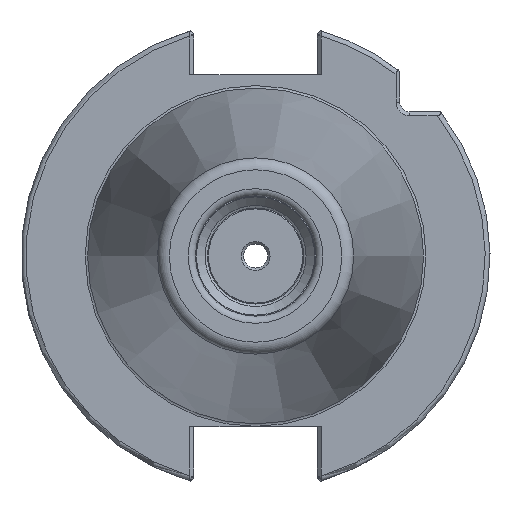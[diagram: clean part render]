
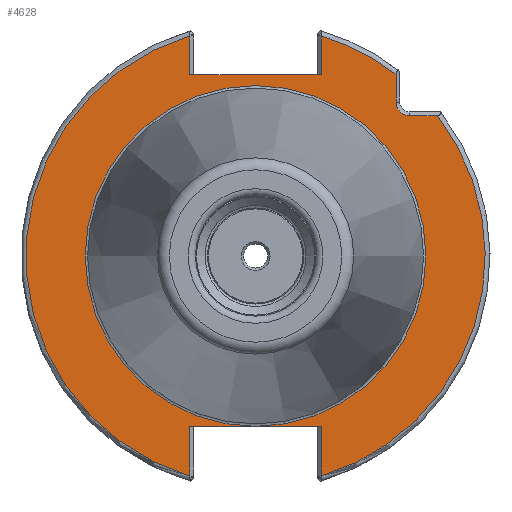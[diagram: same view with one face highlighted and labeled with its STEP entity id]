
A CAD part, left-side view. The second image highlights one B-rep face of the part: STEP entity #4628.
In plain terms, the highlighted planar face has unit normal (-1, 0, 0).
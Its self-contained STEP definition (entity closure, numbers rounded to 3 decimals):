
#418=FACE_BOUND('',#889,.T.);
#437=PLANE('',#5055);
#605=FACE_OUTER_BOUND('',#888,.T.);
#888=EDGE_LOOP('',(#3348,#3349,#3350,#3351,#3352,#3353,#3354,#3355,#3356,
#3357,#3358,#3359));
#889=EDGE_LOOP('',(#3360));
#1149=LINE('',#6948,#1429);
#1171=LINE('',#7250,#1451);
#1173=LINE('',#7329,#1453);
#1174=LINE('',#7331,#1454);
#1175=LINE('',#7335,#1455);
#1176=LINE('',#7339,#1456);
#1177=LINE('',#7342,#1457);
#1178=LINE('',#7343,#1458);
#1429=VECTOR('',#5556,10.);
#1451=VECTOR('',#5604,10.);
#1453=VECTOR('',#5626,10.);
#1454=VECTOR('',#5627,10.);
#1455=VECTOR('',#5630,10.);
#1456=VECTOR('',#5633,10.);
#1457=VECTOR('',#5636,10.);
#1458=VECTOR('',#5637,10.);
#1740=CIRCLE('',#5054,47.75);
#1741=CIRCLE('',#5056,47.75);
#1742=CIRCLE('',#5057,2.8);
#1743=CIRCLE('',#5058,47.75);
#1744=CIRCLE('',#5059,35.425);
#1943=VERTEX_POINT('',#6946);
#1944=VERTEX_POINT('',#6947);
#1972=VERTEX_POINT('',#7243);
#1975=VERTEX_POINT('',#7248);
#1982=VERTEX_POINT('',#7307);
#1984=VERTEX_POINT('',#7328);
#1985=VERTEX_POINT('',#7330);
#1986=VERTEX_POINT('',#7332);
#1987=VERTEX_POINT('',#7334);
#1988=VERTEX_POINT('',#7336);
#1989=VERTEX_POINT('',#7338);
#1990=VERTEX_POINT('',#7340);
#1991=VERTEX_POINT('',#7344);
#2446=EDGE_CURVE('',#1943,#1944,#1149,.T.);
#2488=EDGE_CURVE('',#1975,#1972,#1171,.T.);
#2500=EDGE_CURVE('',#1972,#1982,#1740,.T.);
#2503=EDGE_CURVE('',#1975,#1984,#1173,.T.);
#2504=EDGE_CURVE('',#1985,#1984,#1174,.T.);
#2505=EDGE_CURVE('',#1986,#1985,#1741,.T.);
#2506=EDGE_CURVE('',#1987,#1986,#1175,.T.);
#2507=EDGE_CURVE('',#1988,#1987,#1742,.T.);
#2508=EDGE_CURVE('',#1989,#1988,#1176,.T.);
#2509=EDGE_CURVE('',#1990,#1989,#1743,.T.);
#2510=EDGE_CURVE('',#1943,#1990,#1177,.T.);
#2511=EDGE_CURVE('',#1982,#1944,#1178,.T.);
#2512=EDGE_CURVE('',#1991,#1991,#1744,.T.);
#3348=ORIENTED_EDGE('',*,*,#2488,.F.);
#3349=ORIENTED_EDGE('',*,*,#2503,.T.);
#3350=ORIENTED_EDGE('',*,*,#2504,.F.);
#3351=ORIENTED_EDGE('',*,*,#2505,.F.);
#3352=ORIENTED_EDGE('',*,*,#2506,.F.);
#3353=ORIENTED_EDGE('',*,*,#2507,.F.);
#3354=ORIENTED_EDGE('',*,*,#2508,.F.);
#3355=ORIENTED_EDGE('',*,*,#2509,.F.);
#3356=ORIENTED_EDGE('',*,*,#2510,.F.);
#3357=ORIENTED_EDGE('',*,*,#2446,.T.);
#3358=ORIENTED_EDGE('',*,*,#2511,.F.);
#3359=ORIENTED_EDGE('',*,*,#2500,.F.);
#3360=ORIENTED_EDGE('',*,*,#2512,.T.);
#4628=ADVANCED_FACE('',(#605,#418),#437,.T.);
#5054=AXIS2_PLACEMENT_3D('',#7308,#5622,#5623);
#5055=AXIS2_PLACEMENT_3D('',#7327,#5624,#5625);
#5056=AXIS2_PLACEMENT_3D('',#7333,#5628,#5629);
#5057=AXIS2_PLACEMENT_3D('',#7337,#5631,#5632);
#5058=AXIS2_PLACEMENT_3D('',#7341,#5634,#5635);
#5059=AXIS2_PLACEMENT_3D('',#7345,#5638,#5639);
#5556=DIRECTION('',(0.,1.,0.));
#5604=DIRECTION('',(0.,0.,-1.));
#5622=DIRECTION('center_axis',(1.,0.,0.));
#5623=DIRECTION('ref_axis',(0.,0.,-1.));
#5624=DIRECTION('center_axis',(-1.,0.,0.));
#5625=DIRECTION('ref_axis',(0.,0.,1.));
#5626=DIRECTION('',(0.,-1.,0.));
#5627=DIRECTION('',(0.,0.,1.));
#5628=DIRECTION('center_axis',(1.,0.,0.));
#5629=DIRECTION('ref_axis',(0.,0.,-1.));
#5630=DIRECTION('',(0.,-1.,0.));
#5631=DIRECTION('center_axis',(-1.,0.,0.));
#5632=DIRECTION('ref_axis',(0.,1.,0.));
#5633=DIRECTION('',(0.,0.,-1.));
#5634=DIRECTION('center_axis',(1.,0.,0.));
#5635=DIRECTION('ref_axis',(0.,0.,-1.));
#5636=DIRECTION('',(0.,0.,1.));
#5637=DIRECTION('',(0.,0.,-1.));
#5638=DIRECTION('center_axis',(1.,0.,0.));
#5639=DIRECTION('ref_axis',(0.,0.,-1.));
#6946=CARTESIAN_POINT('',(3.2,-13.65,37.7));
#6947=CARTESIAN_POINT('',(3.2,13.65,37.7));
#6948=CARTESIAN_POINT('',(3.2,30.3,37.7));
#7243=CARTESIAN_POINT('',(3.2,13.65,-45.757));
#7248=CARTESIAN_POINT('',(3.2,13.65,-35.5));
#7250=CARTESIAN_POINT('',(3.2,13.65,-17.75));
#7307=CARTESIAN_POINT('',(3.2,13.65,45.757));
#7308=CARTESIAN_POINT('Origin',(3.2,0.,0.));
#7327=CARTESIAN_POINT('Origin',(3.2,47.75,0.));
#7328=CARTESIAN_POINT('',(3.2,-13.65,-35.5));
#7329=CARTESIAN_POINT('',(3.2,17.45,-35.5));
#7330=CARTESIAN_POINT('',(3.2,-13.65,-45.757));
#7331=CARTESIAN_POINT('',(3.2,-13.65,-27.75));
#7332=CARTESIAN_POINT('',(3.2,-37.781,29.2));
#7333=CARTESIAN_POINT('Origin',(3.2,0.,0.));
#7334=CARTESIAN_POINT('',(3.2,-32.,29.2));
#7335=CARTESIAN_POINT('',(3.2,7.875,29.2));
#7336=CARTESIAN_POINT('',(3.2,-29.2,32.));
#7337=CARTESIAN_POINT('Origin',(3.2,-32.,32.));
#7338=CARTESIAN_POINT('',(3.2,-29.2,37.781));
#7339=CARTESIAN_POINT('',(3.2,-29.2,20.));
#7340=CARTESIAN_POINT('',(3.2,-13.65,45.757));
#7341=CARTESIAN_POINT('Origin',(3.2,0.,0.));
#7342=CARTESIAN_POINT('',(3.2,-13.65,18.85));
#7343=CARTESIAN_POINT('',(3.2,13.65,28.85));
#7344=CARTESIAN_POINT('',(3.2,0.,35.425));
#7345=CARTESIAN_POINT('Origin',(3.2,0.,0.));
